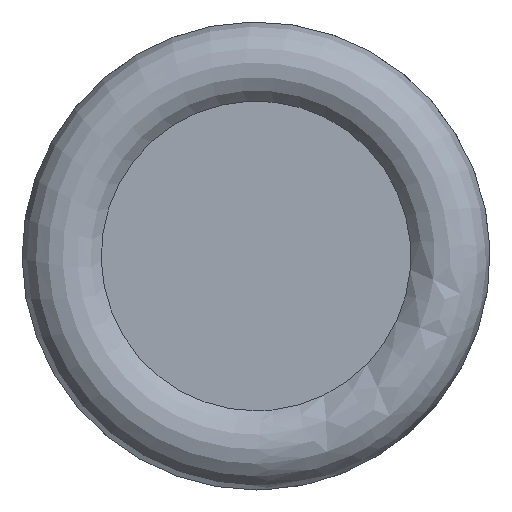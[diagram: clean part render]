
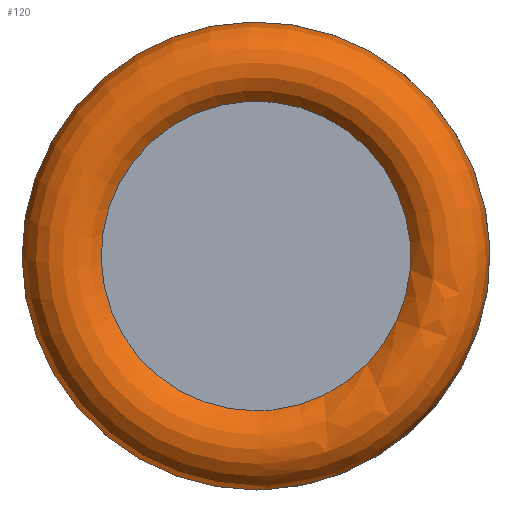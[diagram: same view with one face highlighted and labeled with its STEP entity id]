
A CAD part, left-side view. The second image highlights one B-rep face of the part: STEP entity #120.
In plain terms, the highlighted face is a revolution surface.
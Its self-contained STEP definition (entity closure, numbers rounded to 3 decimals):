
#72=SURFACE_OF_REVOLUTION('',#270,#74);
#74=AXIS1_PLACEMENT('',#426,#345);
#79=FACE_BOUND('',#149,.T.);
#80=FACE_BOUND('',#150,.T.);
#120=ADVANCED_FACE('',(#79,#80),#72,.T.);
#149=EDGE_LOOP('',(#189));
#150=EDGE_LOOP('',(#190));
#189=ORIENTED_EDGE('',*,*,#249,.F.);
#190=ORIENTED_EDGE('',*,*,#247,.T.);
#225=VERTEX_POINT('',#416);
#227=VERTEX_POINT('',#422);
#247=EDGE_CURVE('',#225,#225,#267,.T.);
#249=EDGE_CURVE('',#227,#227,#269,.T.);
#267=CIRCLE('',#289,10.549);
#269=CIRCLE('',#293,15.941);
#270=CIRCLE('',#294,3.);
#289=AXIS2_PLACEMENT_3D('',#415,#331,#332);
#293=AXIS2_PLACEMENT_3D('',#421,#339,#340);
#294=AXIS2_PLACEMENT_3D('',#425,#343,#344);
#331=DIRECTION('',(1.,0.,0.));
#332=DIRECTION('',(0.,0.,-1.));
#339=DIRECTION('',(1.,0.,0.));
#340=DIRECTION('',(0.,0.,-1.));
#343=DIRECTION('',(0.052,0.,0.999));
#344=DIRECTION('',(0.999,-0.004,-0.052));
#345=DIRECTION('',(1.,0.,0.));
#415=CARTESIAN_POINT('',(1.287,0.,0.));
#416=CARTESIAN_POINT('',(1.287,0.,-10.549));
#421=CARTESIAN_POINT('',(2.984,0.,0.));
#422=CARTESIAN_POINT('',(2.984,0.,-15.941));
#425=CARTESIAN_POINT('',(2.996,-12.834,1.843));
#426=CARTESIAN_POINT('',(0.,0.,0.));
